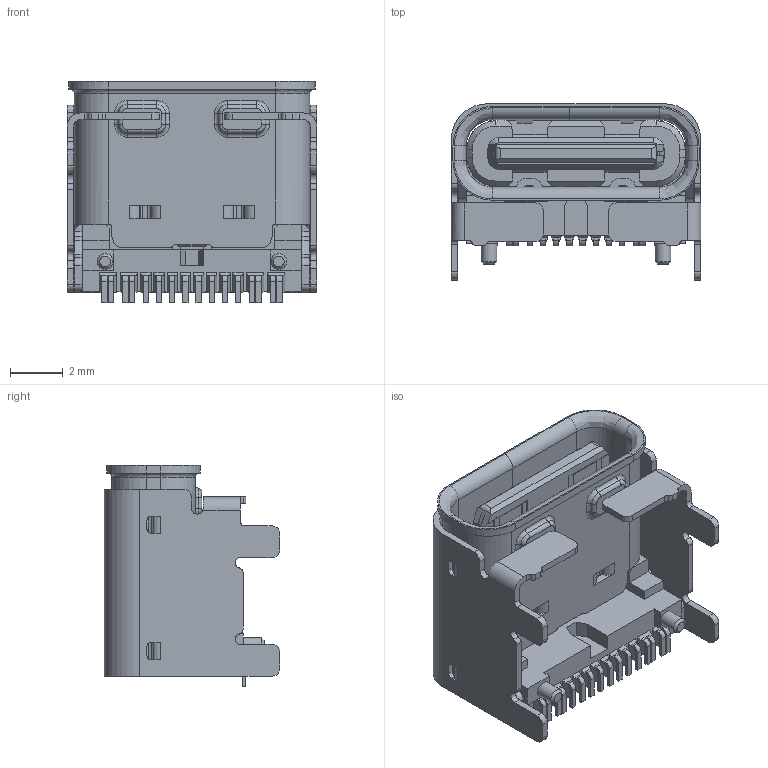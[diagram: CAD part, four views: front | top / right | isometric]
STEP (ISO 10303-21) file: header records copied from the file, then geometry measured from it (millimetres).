
FILE_DESCRIPTION(/* description */ ('STEP AP214'),/* implementation_level */ '2;1');
FILE_NAME(/* name */ 'USB4800-03-A',/* time_stamp */ '2023-07-19T03:52:05+02:00',/* author */ ('License CC BY-ND 4.0'),/* organization */ ('CADENAS'),/* preprocessor_version */ 'ST-DEVELOPER v19.3',/* originating_system */ 'PARTsolutions',/* authorisation */ ' ');
FILE_SCHEMA (('AUTOMOTIVE_DESIGN {1 0 10303 214 3 1 1}'));
Length unit declared in the file: millimetre
Products named in the file (20): USB4800-03-A; USB4800-03-A_PART19; USB4800-03-A_PART18; USB4800-03-A_PART17; USB4800-03-A_PART16; USB4800-03-A_PART15; USB4800-03-A_PART14; USB4800-03-A_PART13; USB4800-03-A_PART12; USB4800-03-A_PART11; USB4800-03-A_PART10; USB4800-03-A_PART9; USB4800-03-A_PART8; USB4800-03-A_PART7; USB4800-03-A_PART6; USB4800-03-A_PART5; USB4800-03-A_PART4; USB4800-03-A_PART3; USB4800-03-A_PART2; USB4800-03-A_PART1
Assembly tree (19 placements, depth 2):
  USB4800-03-A
    USB4800-03-A_PART19
    USB4800-03-A_PART18
    USB4800-03-A_PART17
    USB4800-03-A_PART16
    USB4800-03-A_PART15
    USB4800-03-A_PART14
    USB4800-03-A_PART13
    USB4800-03-A_PART12
    USB4800-03-A_PART11
    USB4800-03-A_PART10
    USB4800-03-A_PART9
    USB4800-03-A_PART8
    USB4800-03-A_PART7
    USB4800-03-A_PART6
    USB4800-03-A_PART5
    USB4800-03-A_PART4
    USB4800-03-A_PART3
    USB4800-03-A_PART2
    USB4800-03-A_PART1
Bounding box: 9.47 x 6.68 x 8.4 mm (x, y, z)
Volume: 191.5 mm3; surface area: 891.7 mm2
Topology: 19 solids, 19 shells, 1487 faces, 4003 edges, 2586 vertices
Faces by surface type: plane 1013, cylinder 382, bspline 72, cone 20
Full cylindrical faces by diameter (mm): 0.5 x1, 0.6 x2, 1 x1
Entity records: 53914 total; most frequent: CARTESIAN_POINT 10305, ORIENTED_EDGE 7980, DIRECTION 7620, EDGE_CURVE 3990, LINE 2992, VECTOR 2992, VERTEX_POINT 2583, AXIS2_PLACEMENT_3D 2314
